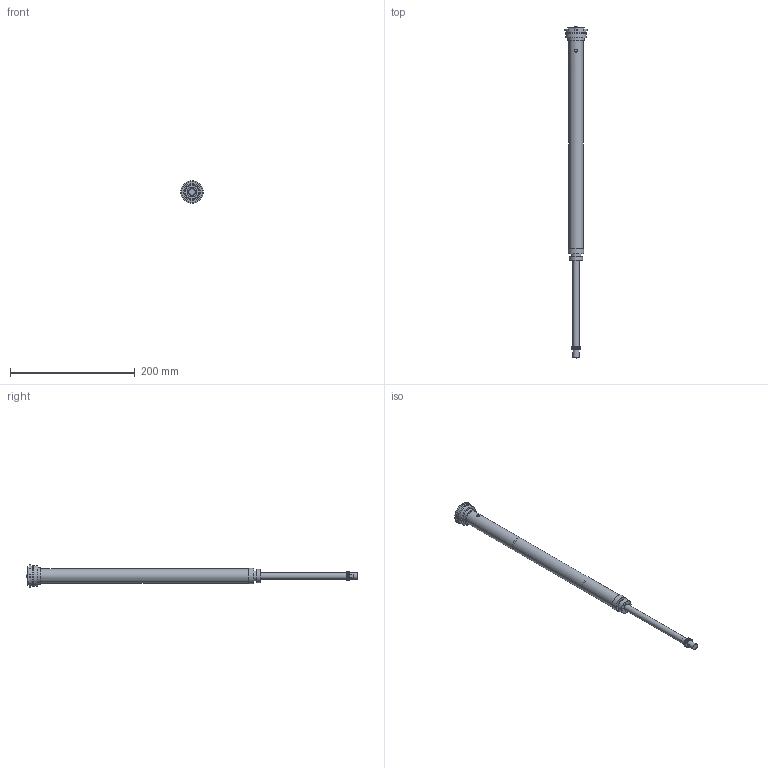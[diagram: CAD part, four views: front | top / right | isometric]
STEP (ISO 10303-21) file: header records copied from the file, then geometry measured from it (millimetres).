
FILE_DESCRIPTION (( 'STEP AP214' ), '1' );
FILE_NAME ('f36_assy.STEP', '2024-10-21T05:56:38', ( '' ), ( '' ), 'SwSTEP 2.0', 'SolidWorks 2024', '' );
FILE_SCHEMA (( 'AUTOMOTIVE_DESIGN' ));
Length unit declared in the file: inch
Products named in the file (31): f36grip_shaft; f36_shaft_subassy; 9657K459_Compression Spring_9657K459; f36_shaft_bottom_stud; 2x12dowel_f36grip; f36grip_basevalve_checkspring_8969T41; f36compshim_6id_13p6od_p12t; f36grip_basevalvecheckshim; ISO 3601 Metric O-Ring_-017; f36grip_main_piston_check; top_cap; comp_adj_assy; comp_basevalve_piston; comp_adjuster; basevalve_piston_nut; f36grip_midvalve_checkspring_8969T41; 9263K181_Chemical-Resistant Viton Fluoroelastomer O-Ring_9263K181; ISO 3601 Metric O-Ring_-011; f36grip_sealhead; f36_damper_tube; f36grip_mainpistonclampshim; f36_assy; 90591A151_Zinc-Plated Steel Hex Nut_90591A151; f36grip_main_piston_nut; f36grip_wear_band; comp_shaft; f36compshim_6id_17p3od_p15t; ifp_f36grip; f36grip_main_piston; comp_piston_bolt; preload_hat_f36grip
Assembly tree (35 placements, depth 3):
  f36_assy
    f36_damper_tube
    comp_adj_assy
      ifp_f36grip
      basevalve_piston_nut
      comp_adjuster
      9657K459_Compression Spring_9657K459
      comp_piston_bolt
      comp_shaft
      top_cap
      comp_basevalve_piston
      preload_hat_f36grip
      f36grip_basevalvecheckshim
      2x12dowel_f36grip
      f36compshim_6id_13p6od_p12t  x4
      f36grip_basevalve_checkspring_8969T41
      ISO 3601 Metric O-Ring_-017
      ISO 3601 Metric O-Ring_-011
      9263K181_Chemical-Resistant Viton Fluoroelastomer O-Ring_9263K181
    f36grip_sealhead
    f36_shaft_subassy
      f36grip_shaft
      f36grip_main_piston_nut
      f36grip_main_piston
      f36grip_wear_band
      f36grip_main_piston_check
      f36grip_midvalve_checkspring_8969T41
      f36compshim_6id_17p3od_p15t  x3
      f36grip_mainpistonclampshim
      90591A151_Zinc-Plated Steel Hex Nut_90591A151
      f36_shaft_bottom_stud
Bounding box: 36.8 x 531.68 x 36.8 mm (x, y, z)
Volume: 65116.8 mm3; surface area: 96488.4 mm2
Topology: 33 solids, 33 shells, 451 faces, 995 edges, 655 vertices
Faces by surface type: cylinder 220, plane 193, cone 26, bspline 7, torus 5
Full cylindrical faces by diameter (mm): 2 x1, 2.5 x1, 2.6 x2, 2.65 x2, 3.3 x2, 3.5 x1, 3.99 x1, 4 x1, 4.05 x1, 4.377 x1, 4.5 x1, 4.615 x1, 4.8 x1, 5 x1, 5.283 x1, 5.6 x1, 5.95 x2, 6 x13, 6.1 x1, 6.5 x2, 6.8 x1, 7 x3, 7.2 x1, 8 x10, 8.2 x2, 9.5 x1, 10 x4, 10.2 x1, 11 x3, 12.139 x1
Entity records: 19506 total; most frequent: CARTESIAN_POINT 9079, DIRECTION 2071, ORIENTED_EDGE 1650, AXIS2_PLACEMENT_3D 894, EDGE_CURVE 825, EDGE_LOOP 673, VERTEX_POINT 614, FACE_OUTER_BOUND 537
